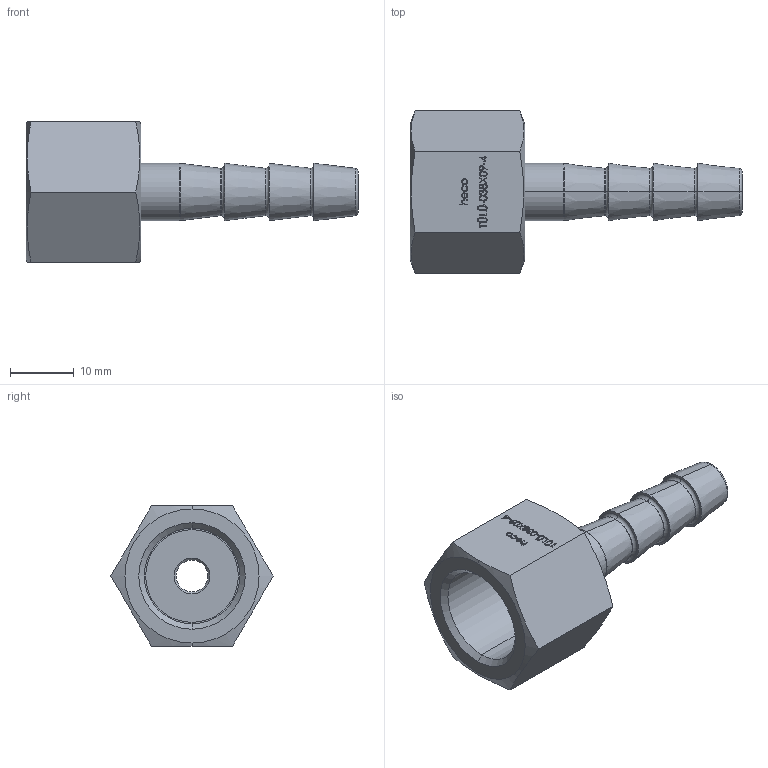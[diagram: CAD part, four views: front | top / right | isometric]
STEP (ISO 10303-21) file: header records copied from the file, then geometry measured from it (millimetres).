
FILE_DESCRIPTION (( 'STEP AP214' ), '1' );
FILE_NAME ('TÜLÜ-038X09-x Schlauchtülle mit Ü-Mutter.STEP', '2018-07-02T09:39:49', ( '' ), ( '' ), 'SwSTEP 2.0', 'SolidWorks 2016', '' );
FILE_SCHEMA (( 'AUTOMOTIVE_DESIGN' ));
Length unit declared in the file: millimetre
Products named in the file (1): TÜLÜ-038X09-x Schlauchtülle mit Ü-Mutter
Bounding box: 52 x 25.4 x 22 mm (x, y, z)
Volume: 6378.8 mm3; surface area: 4826.5 mm2
Topology: 2 solids, 2 shells, 292 faces, 735 edges, 478 vertices
Faces by surface type: bspline 123, plane 119, cone 24, torus 16, cylinder 10
Entity records: 17710 total; most frequent: CARTESIAN_POINT 9029, ORIENTED_EDGE 1470, DIRECTION 889, EDGE_CURVE 735, VERTEX_POINT 478, VECTOR 397, LINE 397, EDGE_LOOP 327
